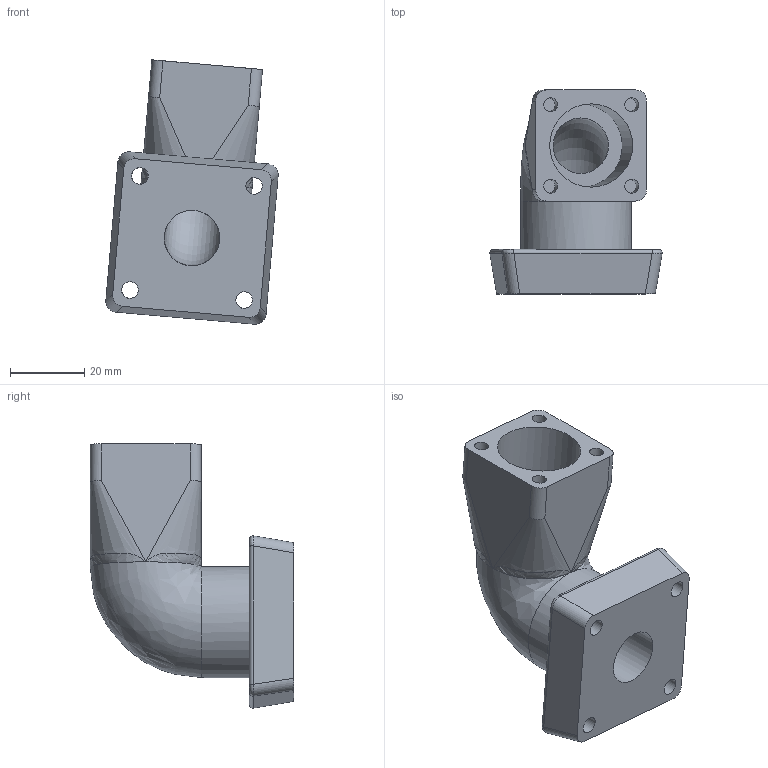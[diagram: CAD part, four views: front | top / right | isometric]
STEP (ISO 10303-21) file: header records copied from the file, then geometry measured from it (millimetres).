
FILE_DESCRIPTION(/* description */ (''),/* implementation_level */ '2;1');
FILE_NAME(/* name */ 'top_arm_holder.step',/* time_stamp */ '2018-02-13T10:39:08+01:00',/* author */ (''),/* organization */ (''),/* preprocessor_version */ 'ST-DEVELOPER v16.13',/* originating_system */ 'Autodesk Translation Framework v6.5.0.72',/* authorisation */ '');
FILE_SCHEMA (('AUTOMOTIVE_DESIGN { 1 0 10303 214 3 1 1 }'));
Length unit declared in the file: millimetre
Products named in the file (2): (Unsaved); TopArmHolderV2
Assembly tree (1 placements, depth 2):
  (Unsaved)
    TopArmHolderV2
Bounding box: 46.53 x 55 x 71.39 mm (x, y, z)
Volume: 51008.2 mm3; surface area: 17884.8 mm2
Topology: 1 solids, 1 shells, 65 faces, 158 edges, 95 vertices
Faces by surface type: cylinder 23, plane 20, bspline 13, torus 5, cone 4
Full cylindrical faces by diameter (mm): 3.8 x4, 4.5 x4, 9 x4, 15 x1, 22.5 x1, 30 x1
Entity records: 2515 total; most frequent: CARTESIAN_POINT 935, DIRECTION 343, ORIENTED_EDGE 296, EDGE_CURVE 148, AXIS2_PLACEMENT_3D 144, VERTEX_POINT 95, EDGE_LOOP 85, CIRCLE 69
